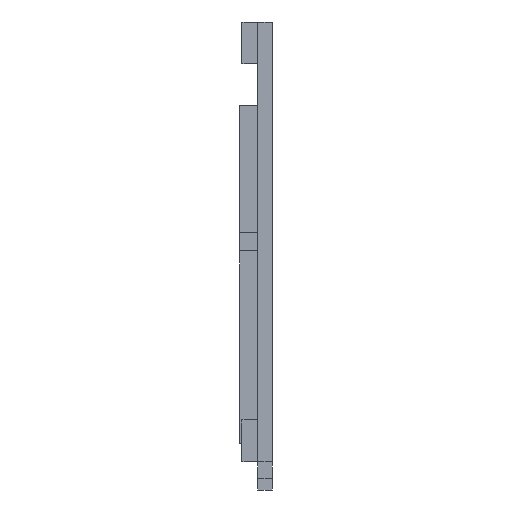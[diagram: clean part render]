
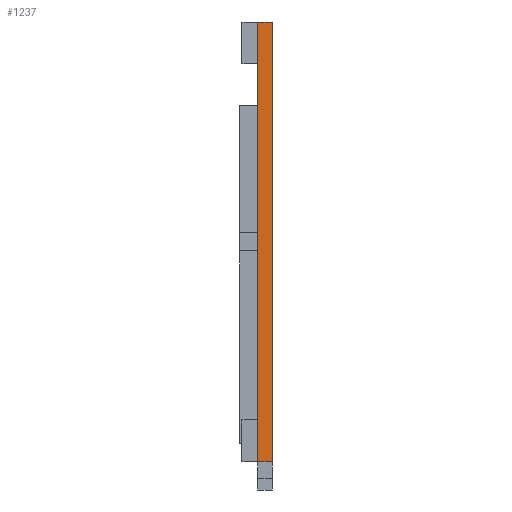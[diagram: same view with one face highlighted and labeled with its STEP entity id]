
A CAD part, left-side view. The second image highlights one B-rep face of the part: STEP entity #1237.
In plain terms, the highlighted planar face has unit normal (-1, 0, 0).
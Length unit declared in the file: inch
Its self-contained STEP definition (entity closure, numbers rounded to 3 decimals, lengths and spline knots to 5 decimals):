
#28 = DIRECTION ( 'NONE',  ( 1., 0., 0. ) ) ;
#119 = DIRECTION ( 'NONE',  ( 0., -1., 0. ) ) ;
#231 = ORIENTED_EDGE ( 'NONE', *, *, #2120, .F. ) ;
#319 = AXIS2_PLACEMENT_3D ( 'NONE', #523, #28, #1267 ) ;
#464 = ORIENTED_EDGE ( 'NONE', *, *, #926, .F. ) ;
#469 = CARTESIAN_POINT ( 'NONE',  ( 0., 0.1, -3.045 ) ) ;
#483 = VERTEX_POINT ( 'NONE', #2112 ) ;
#501 = EDGE_CURVE ( 'NONE', #483, #2189, #667, .T. ) ;
#523 = CARTESIAN_POINT ( 'NONE',  ( 0., 0.1, 0. ) ) ;
#536 = PLANE ( 'NONE',  #319 ) ;
#560 = ORIENTED_EDGE ( 'NONE', *, *, #501, .T. ) ;
#562 = VERTEX_POINT ( 'NONE', #1671 ) ;
#575 = FACE_OUTER_BOUND ( 'NONE', #648, .T. ) ;
#592 = CARTESIAN_POINT ( 'NONE',  ( 0., 0.1, 0. ) ) ;
#607 = VECTOR ( 'NONE', #1578, 39.37008 ) ;
#633 = VECTOR ( 'NONE', #1669, 39.37008 ) ;
#647 = DIRECTION ( 'NONE',  ( 0., 0., 1. ) ) ;
#648 = EDGE_LOOP ( 'NONE', ( #2398, #464, #231, #560 ) ) ;
#667 = LINE ( 'NONE', #469, #1182 ) ;
#827 = LINE ( 'NONE', #857, #607 ) ;
#857 = CARTESIAN_POINT ( 'NONE',  ( 0., 0.1, 0. ) ) ;
#886 = CARTESIAN_POINT ( 'NONE',  ( 0., 0., -3.045 ) ) ;
#926 = EDGE_CURVE ( 'NONE', #562, #2240, #1683, .T. ) ;
#944 = VECTOR ( 'NONE', #647, 39.37008 ) ;
#1023 = EDGE_CURVE ( 'NONE', #2189, #2240, #1322, .T. ) ;
#1182 = VECTOR ( 'NONE', #119, 39.37008 ) ;
#1237 = ADVANCED_FACE ( 'NONE', ( #575 ), #536, .F. ) ;
#1255 = CARTESIAN_POINT ( 'NONE',  ( 0., 0., 0. ) ) ;
#1267 = DIRECTION ( 'NONE',  ( 0., 0., -1. ) ) ;
#1322 = LINE ( 'NONE', #2072, #944 ) ;
#1578 = DIRECTION ( 'NONE',  ( 0., 0., 1. ) ) ;
#1669 = DIRECTION ( 'NONE',  ( 0., -1., 0. ) ) ;
#1671 = CARTESIAN_POINT ( 'NONE',  ( 0., 0.1, 0. ) ) ;
#1683 = LINE ( 'NONE', #592, #633 ) ;
#2072 = CARTESIAN_POINT ( 'NONE',  ( 0., 0., 0. ) ) ;
#2112 = CARTESIAN_POINT ( 'NONE',  ( 0., 0.1, -3.045 ) ) ;
#2120 = EDGE_CURVE ( 'NONE', #483, #562, #827, .T. ) ;
#2189 = VERTEX_POINT ( 'NONE', #886 ) ;
#2240 = VERTEX_POINT ( 'NONE', #1255 ) ;
#2398 = ORIENTED_EDGE ( 'NONE', *, *, #1023, .T. ) ;
